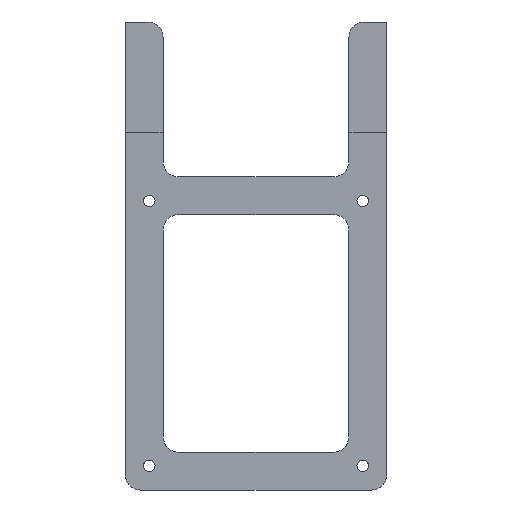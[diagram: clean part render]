
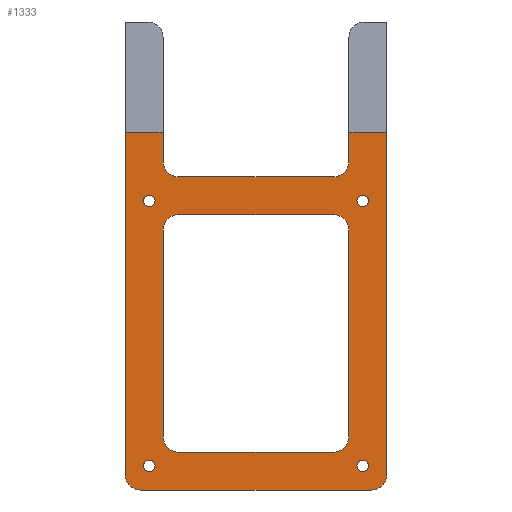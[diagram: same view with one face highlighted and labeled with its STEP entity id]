
A CAD part, front view. The second image highlights one B-rep face of the part: STEP entity #1333.
In plain terms, the highlighted planar face has unit normal (0, -1, 0).
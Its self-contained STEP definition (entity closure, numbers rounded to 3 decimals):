
#20=FACE_BOUND('',#185,.T.);
#21=FACE_BOUND('',#186,.T.);
#22=FACE_BOUND('',#187,.T.);
#23=FACE_BOUND('',#188,.T.);
#24=FACE_BOUND('',#189,.T.);
#56=PLANE('',#1445);
#105=FACE_OUTER_BOUND('',#184,.T.);
#184=EDGE_LOOP('',(#1024,#1025,#1026,#1027,#1028,#1029,#1030,#1031,#1032,
#1033,#1034,#1035));
#185=EDGE_LOOP('',(#1036));
#186=EDGE_LOOP('',(#1037));
#187=EDGE_LOOP('',(#1038));
#188=EDGE_LOOP('',(#1039));
#189=EDGE_LOOP('',(#1040,#1041,#1042,#1043,#1044,#1045,#1046,#1047));
#263=LINE('',#1973,#387);
#284=LINE('',#2036,#408);
#312=LINE('',#2108,#436);
#314=LINE('',#2113,#438);
#322=LINE('',#2132,#446);
#324=LINE('',#2141,#448);
#325=LINE('',#2144,#449);
#326=LINE('',#2148,#450);
#327=LINE('',#2162,#451);
#328=LINE('',#2166,#452);
#329=LINE('',#2170,#453);
#330=LINE('',#2173,#454);
#387=VECTOR('',#1559,10.);
#408=VECTOR('',#1606,10.);
#436=VECTOR('',#1678,10.);
#438=VECTOR('',#1682,10.);
#446=VECTOR('',#1700,10.);
#448=VECTOR('',#1710,10.);
#449=VECTOR('',#1713,10.);
#450=VECTOR('',#1716,10.);
#451=VECTOR('',#1729,10.);
#452=VECTOR('',#1732,10.);
#453=VECTOR('',#1735,10.);
#454=VECTOR('',#1738,10.);
#527=CIRCLE('',#1446,4.5);
#528=CIRCLE('',#1447,4.5);
#529=CIRCLE('',#1448,4.5);
#530=CIRCLE('',#1449,4.5);
#531=CIRCLE('',#1450,1.65);
#532=CIRCLE('',#1451,1.65);
#533=CIRCLE('',#1452,1.65);
#534=CIRCLE('',#1453,1.65);
#535=CIRCLE('',#1454,4.5);
#536=CIRCLE('',#1455,4.5);
#537=CIRCLE('',#1456,4.5);
#538=CIRCLE('',#1457,4.5);
#579=VERTEX_POINT('',#1970);
#580=VERTEX_POINT('',#1972);
#608=VERTEX_POINT('',#2033);
#609=VERTEX_POINT('',#2035);
#631=VERTEX_POINT('',#2105);
#632=VERTEX_POINT('',#2110);
#639=VERTEX_POINT('',#2130);
#641=VERTEX_POINT('',#2138);
#642=VERTEX_POINT('',#2140);
#643=VERTEX_POINT('',#2142);
#644=VERTEX_POINT('',#2145);
#645=VERTEX_POINT('',#2147);
#646=VERTEX_POINT('',#2150);
#647=VERTEX_POINT('',#2152);
#648=VERTEX_POINT('',#2154);
#649=VERTEX_POINT('',#2156);
#650=VERTEX_POINT('',#2158);
#651=VERTEX_POINT('',#2159);
#652=VERTEX_POINT('',#2161);
#653=VERTEX_POINT('',#2163);
#654=VERTEX_POINT('',#2165);
#655=VERTEX_POINT('',#2167);
#656=VERTEX_POINT('',#2169);
#657=VERTEX_POINT('',#2171);
#709=EDGE_CURVE('',#580,#579,#263,.T.);
#740=EDGE_CURVE('',#608,#609,#284,.T.);
#777=EDGE_CURVE('',#631,#580,#312,.T.);
#779=EDGE_CURVE('',#608,#632,#314,.T.);
#789=EDGE_CURVE('',#639,#632,#322,.T.);
#792=EDGE_CURVE('',#641,#639,#527,.T.);
#793=EDGE_CURVE('',#641,#642,#324,.T.);
#794=EDGE_CURVE('',#643,#642,#528,.T.);
#795=EDGE_CURVE('',#631,#643,#325,.T.);
#796=EDGE_CURVE('',#644,#579,#529,.T.);
#797=EDGE_CURVE('',#644,#645,#326,.T.);
#798=EDGE_CURVE('',#609,#645,#530,.T.);
#799=EDGE_CURVE('',#646,#646,#531,.T.);
#800=EDGE_CURVE('',#647,#647,#532,.T.);
#801=EDGE_CURVE('',#648,#648,#533,.T.);
#802=EDGE_CURVE('',#649,#649,#534,.T.);
#803=EDGE_CURVE('',#650,#651,#535,.T.);
#804=EDGE_CURVE('',#652,#650,#327,.T.);
#805=EDGE_CURVE('',#653,#652,#536,.T.);
#806=EDGE_CURVE('',#654,#653,#328,.T.);
#807=EDGE_CURVE('',#655,#654,#537,.T.);
#808=EDGE_CURVE('',#656,#655,#329,.T.);
#809=EDGE_CURVE('',#657,#656,#538,.T.);
#810=EDGE_CURVE('',#651,#657,#330,.T.);
#1024=ORIENTED_EDGE('',*,*,#779,.T.);
#1025=ORIENTED_EDGE('',*,*,#789,.F.);
#1026=ORIENTED_EDGE('',*,*,#792,.F.);
#1027=ORIENTED_EDGE('',*,*,#793,.T.);
#1028=ORIENTED_EDGE('',*,*,#794,.F.);
#1029=ORIENTED_EDGE('',*,*,#795,.F.);
#1030=ORIENTED_EDGE('',*,*,#777,.T.);
#1031=ORIENTED_EDGE('',*,*,#709,.T.);
#1032=ORIENTED_EDGE('',*,*,#796,.F.);
#1033=ORIENTED_EDGE('',*,*,#797,.T.);
#1034=ORIENTED_EDGE('',*,*,#798,.F.);
#1035=ORIENTED_EDGE('',*,*,#740,.F.);
#1036=ORIENTED_EDGE('',*,*,#799,.F.);
#1037=ORIENTED_EDGE('',*,*,#800,.F.);
#1038=ORIENTED_EDGE('',*,*,#801,.F.);
#1039=ORIENTED_EDGE('',*,*,#802,.F.);
#1040=ORIENTED_EDGE('',*,*,#803,.F.);
#1041=ORIENTED_EDGE('',*,*,#804,.F.);
#1042=ORIENTED_EDGE('',*,*,#805,.F.);
#1043=ORIENTED_EDGE('',*,*,#806,.F.);
#1044=ORIENTED_EDGE('',*,*,#807,.F.);
#1045=ORIENTED_EDGE('',*,*,#808,.F.);
#1046=ORIENTED_EDGE('',*,*,#809,.F.);
#1047=ORIENTED_EDGE('',*,*,#810,.F.);
#1333=ADVANCED_FACE('',(#105,#20,#21,#22,#23,#24),#56,.F.);
#1445=AXIS2_PLACEMENT_3D('',#2137,#1706,#1707);
#1446=AXIS2_PLACEMENT_3D('',#2139,#1708,#1709);
#1447=AXIS2_PLACEMENT_3D('',#2143,#1711,#1712);
#1448=AXIS2_PLACEMENT_3D('',#2146,#1714,#1715);
#1449=AXIS2_PLACEMENT_3D('',#2149,#1717,#1718);
#1450=AXIS2_PLACEMENT_3D('',#2151,#1719,#1720);
#1451=AXIS2_PLACEMENT_3D('',#2153,#1721,#1722);
#1452=AXIS2_PLACEMENT_3D('',#2155,#1723,#1724);
#1453=AXIS2_PLACEMENT_3D('',#2157,#1725,#1726);
#1454=AXIS2_PLACEMENT_3D('',#2160,#1727,#1728);
#1455=AXIS2_PLACEMENT_3D('',#2164,#1730,#1731);
#1456=AXIS2_PLACEMENT_3D('',#2168,#1733,#1734);
#1457=AXIS2_PLACEMENT_3D('',#2172,#1736,#1737);
#1559=DIRECTION('',(0.,0.,-1.));
#1606=DIRECTION('',(0.,0.,-1.));
#1678=DIRECTION('',(-1.,0.,0.));
#1682=DIRECTION('',(-1.,0.,0.));
#1700=DIRECTION('',(0.,0.,1.));
#1706=DIRECTION('center_axis',(0.,1.,0.));
#1707=DIRECTION('ref_axis',(1.,0.,0.));
#1708=DIRECTION('center_axis',(0.,-1.,0.));
#1709=DIRECTION('ref_axis',(0.707,0.,-0.707));
#1710=DIRECTION('',(-1.,0.,0.));
#1711=DIRECTION('center_axis',(0.,-1.,0.));
#1712=DIRECTION('ref_axis',(-0.707,0.,-0.707));
#1713=DIRECTION('',(0.,0.,-1.));
#1714=DIRECTION('center_axis',(0.,1.,0.));
#1715=DIRECTION('ref_axis',(-0.707,0.,-0.707));
#1716=DIRECTION('',(1.,0.,0.));
#1717=DIRECTION('center_axis',(0.,1.,0.));
#1718=DIRECTION('ref_axis',(0.707,0.,-0.707));
#1719=DIRECTION('center_axis',(0.,-1.,0.));
#1720=DIRECTION('ref_axis',(1.,0.,0.));
#1721=DIRECTION('center_axis',(0.,-1.,0.));
#1722=DIRECTION('ref_axis',(1.,0.,0.));
#1723=DIRECTION('center_axis',(0.,-1.,0.));
#1724=DIRECTION('ref_axis',(1.,0.,0.));
#1725=DIRECTION('center_axis',(0.,-1.,0.));
#1726=DIRECTION('ref_axis',(1.,0.,0.));
#1727=DIRECTION('center_axis',(0.,-1.,0.));
#1728=DIRECTION('ref_axis',(0.707,0.,0.707));
#1729=DIRECTION('',(0.,0.,1.));
#1730=DIRECTION('center_axis',(0.,-1.,0.));
#1731=DIRECTION('ref_axis',(0.707,0.,-0.707));
#1732=DIRECTION('',(1.,0.,0.));
#1733=DIRECTION('center_axis',(0.,-1.,0.));
#1734=DIRECTION('ref_axis',(-0.707,0.,-0.707));
#1735=DIRECTION('',(0.,0.,-1.));
#1736=DIRECTION('center_axis',(0.,-1.,0.));
#1737=DIRECTION('ref_axis',(-0.707,0.,0.707));
#1738=DIRECTION('',(-1.,0.,0.));
#1970=CARTESIAN_POINT('',(-7.,0.,-79.5));
#1972=CARTESIAN_POINT('',(-7.,0.,20.));
#1973=CARTESIAN_POINT('',(-7.,0.,7.));
#2033=CARTESIAN_POINT('',(69.,0.,20.));
#2035=CARTESIAN_POINT('',(69.,0.,-79.5));
#2036=CARTESIAN_POINT('',(69.,0.,52.));
#2105=CARTESIAN_POINT('',(4.,0.,20.));
#2108=CARTESIAN_POINT('',(50.,0.,20.));
#2110=CARTESIAN_POINT('',(58.,0.,20.));
#2113=CARTESIAN_POINT('',(50.,0.,20.));
#2130=CARTESIAN_POINT('',(58.,0.,11.5));
#2132=CARTESIAN_POINT('',(58.,0.,7.));
#2137=CARTESIAN_POINT('Origin',(31.,0.,-16.));
#2138=CARTESIAN_POINT('',(53.5,0.,7.));
#2139=CARTESIAN_POINT('Origin',(53.5,0.,11.5));
#2140=CARTESIAN_POINT('',(8.5,0.,7.));
#2141=CARTESIAN_POINT('',(69.,0.,7.));
#2142=CARTESIAN_POINT('',(4.,0.,11.5));
#2143=CARTESIAN_POINT('Origin',(8.5,0.,11.5));
#2144=CARTESIAN_POINT('',(4.,0.,52.));
#2145=CARTESIAN_POINT('',(-2.5,0.,-84.));
#2146=CARTESIAN_POINT('Origin',(-2.5,0.,-79.5));
#2147=CARTESIAN_POINT('',(64.5,0.,-84.));
#2148=CARTESIAN_POINT('',(-7.,0.,-84.));
#2149=CARTESIAN_POINT('Origin',(64.5,0.,-79.5));
#2150=CARTESIAN_POINT('',(-1.65,0.,0.));
#2151=CARTESIAN_POINT('Origin',(0.,0.,0.));
#2152=CARTESIAN_POINT('',(-1.65,0.,-77.));
#2153=CARTESIAN_POINT('Origin',(0.,0.,-77.));
#2154=CARTESIAN_POINT('',(60.35,0.,0.));
#2155=CARTESIAN_POINT('Origin',(62.,0.,0.));
#2156=CARTESIAN_POINT('',(60.35,0.,-77.));
#2157=CARTESIAN_POINT('Origin',(62.,0.,-77.));
#2158=CARTESIAN_POINT('',(58.,0.,-8.5));
#2159=CARTESIAN_POINT('',(53.5,0.,-4.));
#2160=CARTESIAN_POINT('Origin',(53.5,0.,-8.5));
#2161=CARTESIAN_POINT('',(58.,0.,-68.5));
#2162=CARTESIAN_POINT('',(58.,0.,-73.));
#2163=CARTESIAN_POINT('',(53.5,0.,-73.));
#2164=CARTESIAN_POINT('Origin',(53.5,0.,-68.5));
#2165=CARTESIAN_POINT('',(8.5,0.,-73.));
#2166=CARTESIAN_POINT('',(4.,0.,-73.));
#2167=CARTESIAN_POINT('',(4.,0.,-68.5));
#2168=CARTESIAN_POINT('Origin',(8.5,0.,-68.5));
#2169=CARTESIAN_POINT('',(4.,0.,-8.5));
#2170=CARTESIAN_POINT('',(4.,0.,-4.));
#2171=CARTESIAN_POINT('',(8.5,0.,-4.));
#2172=CARTESIAN_POINT('Origin',(8.5,0.,-8.5));
#2173=CARTESIAN_POINT('',(58.,0.,-4.));
